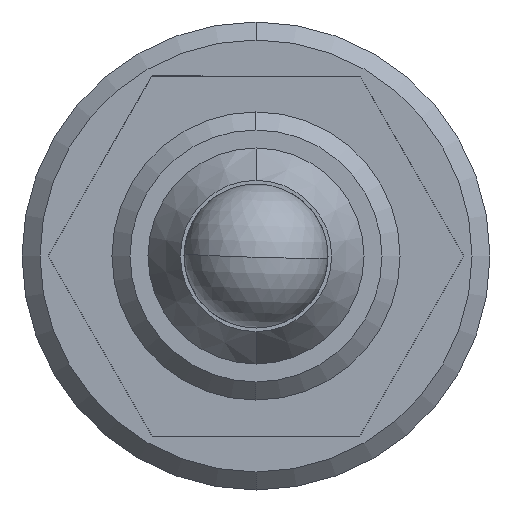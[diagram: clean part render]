
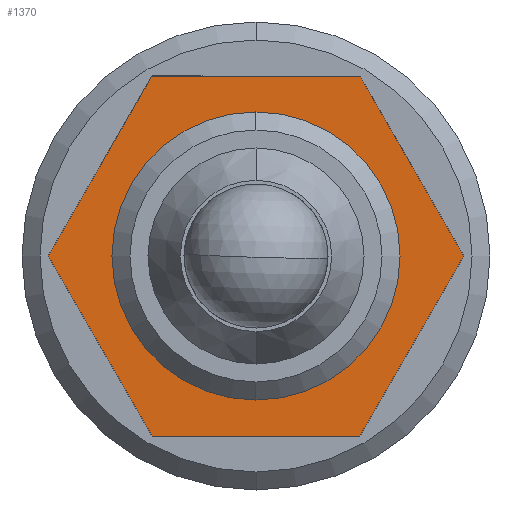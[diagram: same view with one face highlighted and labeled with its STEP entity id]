
A CAD part, front view. The second image highlights one B-rep face of the part: STEP entity #1370.
In plain terms, the highlighted planar face has unit normal (0, -1, 0).
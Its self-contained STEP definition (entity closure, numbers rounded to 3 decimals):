
#17 = PLANE ( 'NONE',  #1710 ) ;
#52 = VECTOR ( 'NONE', #1720, 1000. ) ;
#68 = CARTESIAN_POINT ( 'NONE',  ( 8.969, -8.637, 35.792 ) ) ;
#78 = DIRECTION ( 'NONE',  ( 0., 1., 0. ) ) ;
#83 = ORIENTED_EDGE ( 'NONE', *, *, #1350, .F. ) ;
#92 = DIRECTION ( 'NONE',  ( 1., 0., 0. ) ) ;
#95 = CARTESIAN_POINT ( 'NONE',  ( 8.969, -8.637, 39.592 ) ) ;
#99 = CARTESIAN_POINT ( 'NONE',  ( 8.969, -8.637, 39.592 ) ) ;
#126 = DIRECTION ( 'NONE',  ( 0., 0., 1. ) ) ;
#135 = CARTESIAN_POINT ( 'NONE',  ( 6.082, -8.637, 34.592 ) ) ;
#168 = CARTESIAN_POINT ( 'NONE',  ( 11.855, -8.637, 34.592 ) ) ;
#170 = ORIENTED_EDGE ( 'NONE', *, *, #528, .F. ) ;
#175 = DIRECTION ( 'NONE',  ( 0., 0., 1. ) ) ;
#346 = ORIENTED_EDGE ( 'NONE', *, *, #357, .F. ) ;
#357 = EDGE_CURVE ( 'NONE', #369, #530, #1332, .T. ) ;
#358 = LINE ( 'NONE', #135, #445 ) ;
#369 = VERTEX_POINT ( 'NONE', #1240 ) ;
#380 = ORIENTED_EDGE ( 'NONE', *, *, #650, .F. ) ;
#401 = VECTOR ( 'NONE', #1065, 1000. ) ;
#406 = CARTESIAN_POINT ( 'NONE',  ( 11.855, -8.637, 44.592 ) ) ;
#442 = CIRCLE ( 'NONE', #1519, 3.8 ) ;
#445 = VECTOR ( 'NONE', #1006, 1000. ) ;
#495 = VECTOR ( 'NONE', #1577, 1000. ) ;
#505 = VERTEX_POINT ( 'NONE', #1871 ) ;
#515 = FACE_OUTER_BOUND ( 'NONE', #1625, .T. ) ;
#528 = EDGE_CURVE ( 'NONE', #530, #505, #901, .T. ) ;
#530 = VERTEX_POINT ( 'NONE', #406 ) ;
#624 = EDGE_LOOP ( 'NONE', ( #1055, #1588 ) ) ;
#650 = EDGE_CURVE ( 'NONE', #1787, #369, #1635, .T. ) ;
#727 = CARTESIAN_POINT ( 'NONE',  ( 6.082, -8.637, 44.592 ) ) ;
#901 = LINE ( 'NONE', #1426, #495 ) ;
#950 = DIRECTION ( 'NONE',  ( 0., 0., 1. ) ) ;
#958 = DIRECTION ( 'NONE',  ( 0., 1., 0. ) ) ;
#976 = CARTESIAN_POINT ( 'NONE',  ( 8.969, -8.637, 39.592 ) ) ;
#1006 = DIRECTION ( 'NONE',  ( -0.5, 0., 0.866 ) ) ;
#1023 = ORIENTED_EDGE ( 'NONE', *, *, #1053, .F. ) ;
#1053 = EDGE_CURVE ( 'NONE', #505, #1241, #1232, .T. ) ;
#1055 = ORIENTED_EDGE ( 'NONE', *, *, #1255, .T. ) ;
#1065 = DIRECTION ( 'NONE',  ( -0.5, 0., -0.866 ) ) ;
#1067 = CARTESIAN_POINT ( 'NONE',  ( 11.855, -8.637, 34.592 ) ) ;
#1072 = CARTESIAN_POINT ( 'NONE',  ( 14.742, -8.637, 39.592 ) ) ;
#1084 = ORIENTED_EDGE ( 'NONE', *, *, #1744, .F. ) ;
#1144 = VERTEX_POINT ( 'NONE', #1483 ) ;
#1232 = LINE ( 'NONE', #1072, #401 ) ;
#1240 = CARTESIAN_POINT ( 'NONE',  ( 6.082, -8.637, 44.592 ) ) ;
#1241 = VERTEX_POINT ( 'NONE', #1067 ) ;
#1255 = EDGE_CURVE ( 'NONE', #1353, #1330, #442, .T. ) ;
#1309 = CARTESIAN_POINT ( 'NONE',  ( 3.195, -8.637, 39.592 ) ) ;
#1330 = VERTEX_POINT ( 'NONE', #68 ) ;
#1332 = LINE ( 'NONE', #727, #1381 ) ;
#1334 = AXIS2_PLACEMENT_3D ( 'NONE', #99, #1857, #175 ) ;
#1350 = EDGE_CURVE ( 'NONE', #1241, #1144, #1488, .T. ) ;
#1353 = VERTEX_POINT ( 'NONE', #1777 ) ;
#1362 = DIRECTION ( 'NONE',  ( -1., 0., 0. ) ) ;
#1370 = ADVANCED_FACE ( 'NONE', ( #1688, #515 ), #17, .F. ) ;
#1381 = VECTOR ( 'NONE', #92, 1000. ) ;
#1426 = CARTESIAN_POINT ( 'NONE',  ( 11.855, -8.637, 44.592 ) ) ;
#1434 = EDGE_CURVE ( 'NONE', #1330, #1353, #1574, .T. ) ;
#1463 = CARTESIAN_POINT ( 'NONE',  ( 3.195, -8.637, 39.592 ) ) ;
#1483 = CARTESIAN_POINT ( 'NONE',  ( 6.082, -8.637, 34.592 ) ) ;
#1488 = LINE ( 'NONE', #168, #1536 ) ;
#1519 = AXIS2_PLACEMENT_3D ( 'NONE', #976, #958, #950 ) ;
#1536 = VECTOR ( 'NONE', #1362, 1000. ) ;
#1574 = CIRCLE ( 'NONE', #1334, 3.8 ) ;
#1577 = DIRECTION ( 'NONE',  ( 0.5, 0., -0.866 ) ) ;
#1588 = ORIENTED_EDGE ( 'NONE', *, *, #1434, .T. ) ;
#1625 = EDGE_LOOP ( 'NONE', ( #346, #380, #1084, #83, #1023, #170 ) ) ;
#1635 = LINE ( 'NONE', #1463, #52 ) ;
#1688 = FACE_BOUND ( 'NONE', #624, .T. ) ;
#1710 = AXIS2_PLACEMENT_3D ( 'NONE', #95, #78, #126 ) ;
#1720 = DIRECTION ( 'NONE',  ( 0.5, 0., 0.866 ) ) ;
#1744 = EDGE_CURVE ( 'NONE', #1144, #1787, #358, .T. ) ;
#1777 = CARTESIAN_POINT ( 'NONE',  ( 8.969, -8.637, 43.392 ) ) ;
#1787 = VERTEX_POINT ( 'NONE', #1309 ) ;
#1857 = DIRECTION ( 'NONE',  ( 0., 1., 0. ) ) ;
#1871 = CARTESIAN_POINT ( 'NONE',  ( 14.742, -8.637, 39.592 ) ) ;
